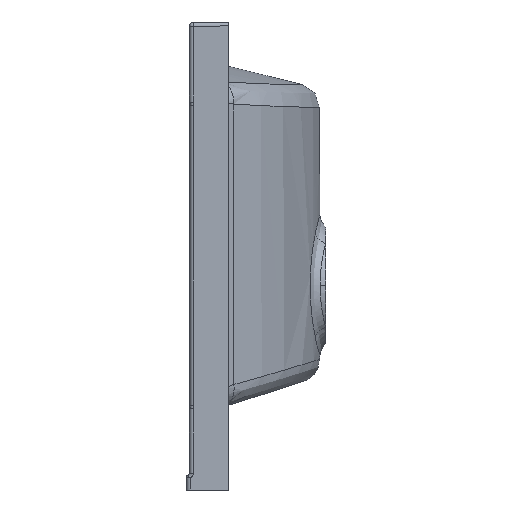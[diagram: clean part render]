
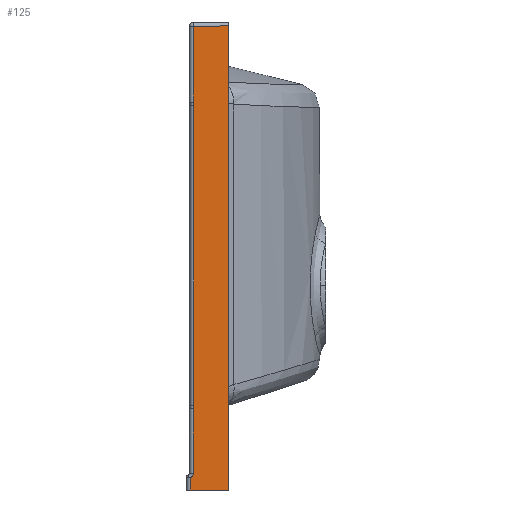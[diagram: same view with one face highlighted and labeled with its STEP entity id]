
A CAD part, left-side view. The second image highlights one B-rep face of the part: STEP entity #125.
In plain terms, the highlighted planar face has unit normal (-1, 0.009, 0).
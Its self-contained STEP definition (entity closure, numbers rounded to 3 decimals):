
#125 = ADVANCED_FACE ( 'NONE', ( #283 ), #5582, .T. ) ;
#232 = CARTESIAN_POINT ( 'NONE',  ( -300.035, -3.965, -472.793 ) ) ;
#283 = FACE_OUTER_BOUND ( 'NONE', #8254, .T. ) ;
#777 = CARTESIAN_POINT ( 'NONE',  ( -300.04, -4.61, -95.26 ) ) ;
#1000 = VECTOR ( 'NONE', #9548, 1000. ) ;
#1048 = CARTESIAN_POINT ( 'NONE',  ( -300.04, -4.555, -404.32 ) ) ;
#1076 = EDGE_CURVE ( 'NONE', #4303, #1242, #16152, .T. ) ;
#1242 = VERTEX_POINT ( 'NONE', #7088 ) ;
#1715 = ORIENTED_EDGE ( 'NONE', *, *, #13105, .T. ) ;
#2054 = CARTESIAN_POINT ( 'NONE',  ( -300.035, -3.965, -91.712 ) ) ;
#2078 = CARTESIAN_POINT ( 'NONE',  ( -300.038, -4.341, -92.865 ) ) ;
#2478 = ORIENTED_EDGE ( 'NONE', *, *, #3825, .F. ) ;
#2545 = EDGE_CURVE ( 'NONE', #13902, #4413, #17060, .T. ) ;
#2914 = VECTOR ( 'NONE', #4025, 1000. ) ;
#2931 = DIRECTION ( 'NONE',  ( 0., 0., -1. ) ) ;
#3507 = CARTESIAN_POINT ( 'NONE',  ( -300.008, -0.965, -477.989 ) ) ;
#3618 = CARTESIAN_POINT ( 'NONE',  ( -300.035, -3.965, -13.951 ) ) ;
#3694 = B_SPLINE_CURVE_WITH_KNOTS ( 'NONE', 3,
 ( #7664, #12971, #1048, #6353, #11672, #16963 ),
 .UNSPECIFIED., .F., .F.,
 ( 4, 2, 4 ),
 ( 0., 0.002, 0.004 ),
 .UNSPECIFIED. ) ;
#3703 = EDGE_CURVE ( 'NONE', #4329, #4303, #9543, .T. ) ;
#3825 = EDGE_CURVE ( 'NONE', #10946, #1242, #16329, .T. ) ;
#3952 = VERTEX_POINT ( 'NONE', #3618 ) ;
#4025 = DIRECTION ( 'NONE',  ( 0., 0., -1. ) ) ;
#4168 = ORIENTED_EDGE ( 'NONE', *, *, #7899, .T. ) ;
#4241 = CARTESIAN_POINT ( 'NONE',  ( -301.101, -126.136, -490. ) ) ;
#4289 = DIRECTION ( 'NONE',  ( -0.009, -1., 0. ) ) ;
#4303 = VERTEX_POINT ( 'NONE', #11435 ) ;
#4329 = VERTEX_POINT ( 'NONE', #3507 ) ;
#4408 = CARTESIAN_POINT ( 'NONE',  ( -300.349, -40., -9.047 ) ) ;
#4413 = VERTEX_POINT ( 'NONE', #4816 ) ;
#4816 = CARTESIAN_POINT ( 'NONE',  ( -300.035, -3.965, -472.793 ) ) ;
#5138 = CARTESIAN_POINT ( 'NONE',  ( -300.035, -3.965, -1460.156 ) ) ;
#5257 = CARTESIAN_POINT ( 'NONE',  ( -300.349, -40., -13.511 ) ) ;
#5529 = CARTESIAN_POINT ( 'NONE',  ( -300.035, -3.965, -474.989 ) ) ;
#5582 = PLANE ( 'NONE',  #11271 ) ;
#5794 = LINE ( 'NONE', #11112, #14008 ) ;
#5912 = LINE ( 'NONE', #11234, #14875 ) ;
#6034 = ORIENTED_EDGE ( 'NONE', *, *, #2545, .T. ) ;
#6353 = CARTESIAN_POINT ( 'NONE',  ( -300.038, -4.339, -405.524 ) ) ;
#6485 = ORIENTED_EDGE ( 'NONE', *, *, #14711, .T. ) ;
#7088 = CARTESIAN_POINT ( 'NONE',  ( -300.349, -40., -490. ) ) ;
#7370 = VERTEX_POINT ( 'NONE', #2054 ) ;
#7389 = CARTESIAN_POINT ( 'NONE',  ( -300.04, -4.556, -94.048 ) ) ;
#7396 = CARTESIAN_POINT ( 'NONE',  ( -300.04, -4.61, -95.26 ) ) ;
#7664 = CARTESIAN_POINT ( 'NONE',  ( -300.04, -4.61, -403.085 ) ) ;
#7899 = EDGE_CURVE ( 'NONE', #7370, #13985, #12401, .T. ) ;
#8224 = ORIENTED_EDGE ( 'NONE', *, *, #10668, .T. ) ;
#8254 = EDGE_LOOP ( 'NONE', ( #2478, #6485, #8224, #4168, #1715, #10251, #6034, #15345, #10437, #9042 ) ) ;
#8677 = VERTEX_POINT ( 'NONE', #15606 ) ;
#8695 = CARTESIAN_POINT ( 'NONE',  ( -300.035, -3.965, -91.712 ) ) ;
#9042 = ORIENTED_EDGE ( 'NONE', *, *, #1076, .T. ) ;
#9543 = LINE ( 'NONE', #14851, #12983 ) ;
#9548 = DIRECTION ( 'NONE',  ( -0.009, -1., 0. ) ) ;
#9679 = EDGE_CURVE ( 'NONE', #8677, #13902, #3694, .T. ) ;
#9718 = DIRECTION ( 'NONE',  ( 0., 0., -1. ) ) ;
#10251 = ORIENTED_EDGE ( 'NONE', *, *, #9679, .T. ) ;
#10437 = ORIENTED_EDGE ( 'NONE', *, *, #3703, .T. ) ;
#10464 = DIRECTION ( 'NONE',  ( 0., 0., -1. ) ) ;
#10641 = LINE ( 'NONE', #15933, #2914 ) ;
#10668 = EDGE_CURVE ( 'NONE', #3952, #7370, #5794, .T. ) ;
#10851 = CARTESIAN_POINT ( 'NONE',  ( -300.025, -2.867, -476.891 ) ) ;
#10904 = CARTESIAN_POINT ( 'NONE',  ( -300., 0., -1460.156 ) ) ;
#10946 = VERTEX_POINT ( 'NONE', #5257 ) ;
#11112 = CARTESIAN_POINT ( 'NONE',  ( -300.035, -3.965, -1460.156 ) ) ;
#11234 = CARTESIAN_POINT ( 'NONE',  ( -300.035, -4., -13.951 ) ) ;
#11271 = AXIS2_PLACEMENT_3D ( 'NONE', #10904, #16200, #4289 ) ;
#11435 = CARTESIAN_POINT ( 'NONE',  ( -300.008, -0.965, -490. ) ) ;
#11672 = CARTESIAN_POINT ( 'NONE',  ( -300.036, -4.179, -406.117 ) ) ;
#12401 = B_SPLINE_CURVE_WITH_KNOTS ( 'NONE', 3,
 ( #8695, #14005, #2078, #7389, #12704, #777 ),
 .UNSPECIFIED., .F., .F.,
 ( 4, 2, 4 ),
 ( 0., 0.002, 0.004 ),
 .UNSPECIFIED. ) ;
#12637 = EDGE_CURVE ( 'NONE', #4413, #4329, #13422, .T. ) ;
#12704 = CARTESIAN_POINT ( 'NONE',  ( -300.04, -4.61, -94.649 ) ) ;
#12743 = CARTESIAN_POINT ( 'NONE',  ( -300.035, -3.965, -406.699 ) ) ;
#12971 = CARTESIAN_POINT ( 'NONE',  ( -300.04, -4.61, -403.706 ) ) ;
#12983 = VECTOR ( 'NONE', #2931, 1000. ) ;
#13105 = EDGE_CURVE ( 'NONE', #13985, #8677, #10641, .T. ) ;
#13422 =( BOUNDED_CURVE ( )  B_SPLINE_CURVE ( 3, ( #232, #5529, #10851, #16143 ),
 .UNSPECIFIED., .F., .F. ) 
 B_SPLINE_CURVE_WITH_KNOTS ( ( 4, 4 ),
 ( 3.142, 4.189 ),
 .UNSPECIFIED. ) 
 CURVE ( )  GEOMETRIC_REPRESENTATION_ITEM ( )  RATIONAL_B_SPLINE_CURVE ( ( 1., 0.911, 0.911, 1. ) ) 
 REPRESENTATION_ITEM ( '' )  );
#13902 = VERTEX_POINT ( 'NONE', #12743 ) ;
#13985 = VERTEX_POINT ( 'NONE', #7396 ) ;
#14005 = CARTESIAN_POINT ( 'NONE',  ( -300.036, -4.181, -92.283 ) ) ;
#14008 = VECTOR ( 'NONE', #16414, 1000. ) ;
#14355 = VECTOR ( 'NONE', #10464, 1000. ) ;
#14374 = VECTOR ( 'NONE', #9718, 1000. ) ;
#14711 = EDGE_CURVE ( 'NONE', #10946, #3952, #5912, .T. ) ;
#14851 = CARTESIAN_POINT ( 'NONE',  ( -300.008, -0.965, -490. ) ) ;
#14875 = VECTOR ( 'NONE', #16537, 1000. ) ;
#15345 = ORIENTED_EDGE ( 'NONE', *, *, #12637, .T. ) ;
#15606 = CARTESIAN_POINT ( 'NONE',  ( -300.04, -4.61, -403.085 ) ) ;
#15933 = CARTESIAN_POINT ( 'NONE',  ( -300.04, -4.61, -404.85 ) ) ;
#16143 = CARTESIAN_POINT ( 'NONE',  ( -300.008, -0.965, -477.989 ) ) ;
#16152 = LINE ( 'NONE', #4241, #1000 ) ;
#16200 = DIRECTION ( 'NONE',  ( -1., 0.009, 0. ) ) ;
#16329 = LINE ( 'NONE', #4408, #14374 ) ;
#16414 = DIRECTION ( 'NONE',  ( 0., 0., -1. ) ) ;
#16537 = DIRECTION ( 'NONE',  ( 0.009, 1., -0.012 ) ) ;
#16963 = CARTESIAN_POINT ( 'NONE',  ( -300.035, -3.965, -406.699 ) ) ;
#17060 = LINE ( 'NONE', #5138, #14355 ) ;
